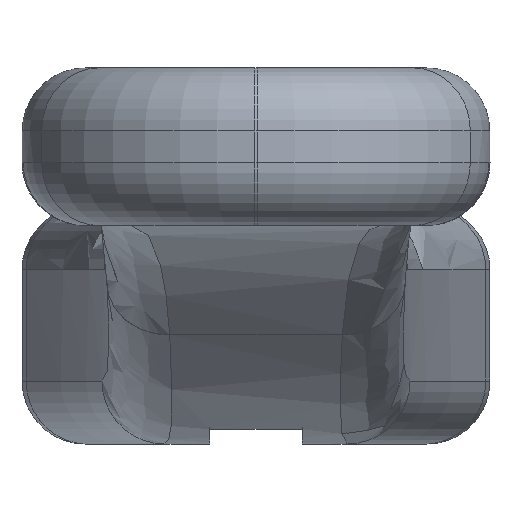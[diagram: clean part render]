
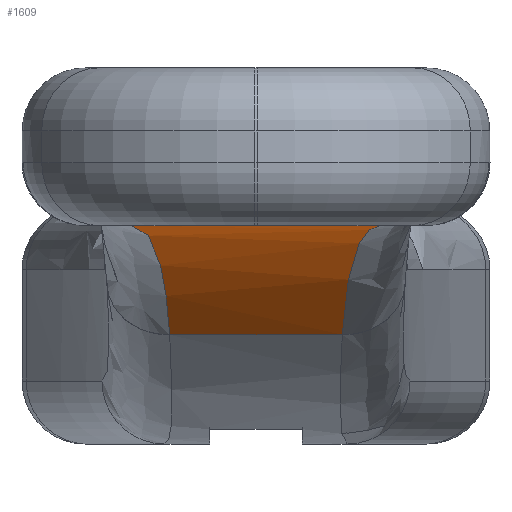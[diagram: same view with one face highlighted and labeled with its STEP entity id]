
A CAD part, left-side view. The second image highlights one B-rep face of the part: STEP entity #1609.
In plain terms, the highlighted cylindrical face has radius 19.3 mm (diameter 38.6 mm), a partial arc.
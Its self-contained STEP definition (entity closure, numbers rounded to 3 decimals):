
#19=CYLINDRICAL_SURFACE('',#1742,19.3);
#48=B_SPLINE_CURVE_WITH_KNOTS('',3,(#2571,#2572,#2573,#2574),
 .UNSPECIFIED.,.F.,.F.,(4,4),(0.,1.096),.UNSPECIFIED.);
#50=B_SPLINE_CURVE_WITH_KNOTS('',3,(#2606,#2607,#2608,#2609),
 .UNSPECIFIED.,.F.,.F.,(4,4),(0.,1.096),.UNSPECIFIED.);
#123=LINE('',#2611,#190);
#124=LINE('',#2612,#191);
#190=VECTOR('',#1996,10.);
#191=VECTOR('',#1997,10.);
#284=FACE_OUTER_BOUND('',#393,.T.);
#393=EDGE_LOOP('',(#1083,#1084,#1085,#1086));
#658=VERTEX_POINT('',#2568);
#659=VERTEX_POINT('',#2570);
#660=VERTEX_POINT('',#2596);
#663=VERTEX_POINT('',#2604);
#814=EDGE_CURVE('',#658,#659,#48,.F.);
#819=EDGE_CURVE('',#663,#660,#50,.F.);
#820=EDGE_CURVE('',#660,#658,#123,.T.);
#821=EDGE_CURVE('',#659,#663,#124,.T.);
#1083=ORIENTED_EDGE('',*,*,#814,.F.);
#1084=ORIENTED_EDGE('',*,*,#820,.F.);
#1085=ORIENTED_EDGE('',*,*,#819,.F.);
#1086=ORIENTED_EDGE('',*,*,#821,.F.);
#1609=ADVANCED_FACE('',(#284),#19,.F.);
#1742=AXIS2_PLACEMENT_3D('',#2610,#1994,#1995);
#1994=DIRECTION('center_axis',(0.,1.,0.));
#1995=DIRECTION('ref_axis',(0.259,0.,0.966));
#1996=DIRECTION('',(0.,-1.,0.));
#1997=DIRECTION('',(0.,1.,0.));
#2568=CARTESIAN_POINT('',(11.965,-8.592,5.2));
#2570=CARTESIAN_POINT('',(21.637,-7.679,2.602));
#2571=CARTESIAN_POINT('Ctrl Pts',(21.637,-7.679,2.602));
#2572=CARTESIAN_POINT('Ctrl Pts',(18.704,-7.784,4.3));
#2573=CARTESIAN_POINT('Ctrl Pts',(15.322,-8.077,5.2));
#2574=CARTESIAN_POINT('Ctrl Pts',(11.965,-8.592,5.2));
#2596=CARTESIAN_POINT('',(11.965,-2.658,5.2));
#2604=CARTESIAN_POINT('',(21.637,-3.571,2.602));
#2606=CARTESIAN_POINT('Ctrl Pts',(11.965,-2.658,5.2));
#2607=CARTESIAN_POINT('Ctrl Pts',(15.322,-3.173,5.2));
#2608=CARTESIAN_POINT('Ctrl Pts',(18.704,-3.466,4.3));
#2609=CARTESIAN_POINT('Ctrl Pts',(21.637,-3.571,2.602));
#2610=CARTESIAN_POINT('Origin',(11.965,0.,-14.1));
#2611=CARTESIAN_POINT('',(11.965,0.,5.2));
#2612=CARTESIAN_POINT('',(21.637,0.,2.602));
